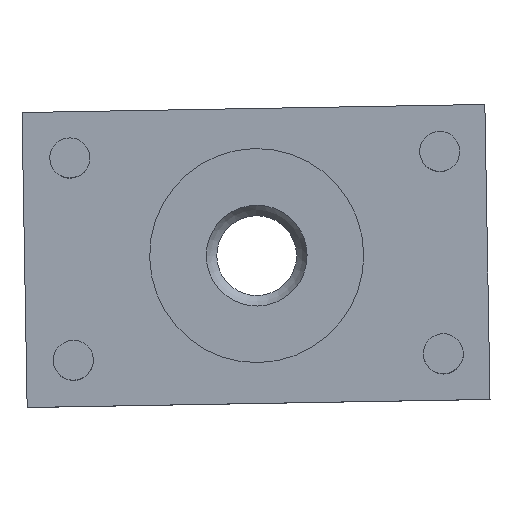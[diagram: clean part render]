
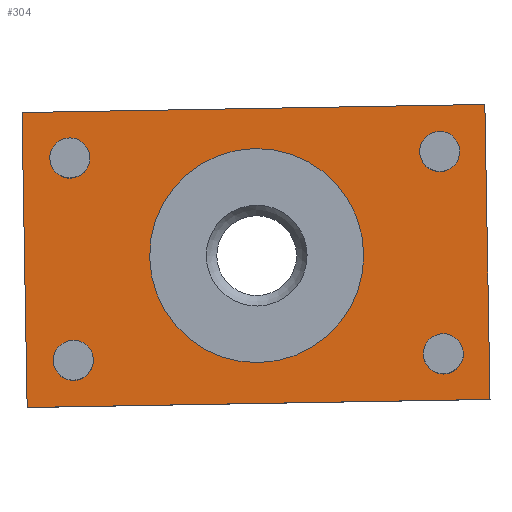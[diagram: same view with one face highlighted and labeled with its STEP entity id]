
A CAD part, top view. The second image highlights one B-rep face of the part: STEP entity #304.
In plain terms, the highlighted face is planar.
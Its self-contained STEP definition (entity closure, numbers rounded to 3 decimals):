
#181 = VERTEX_POINT('',#182);
#182 = CARTESIAN_POINT('',(0.,0.,7.603));
#188 = EDGE_CURVE('',#181,#189,#191,.T.);
#189 = VERTEX_POINT('',#190);
#190 = CARTESIAN_POINT('',(0.,-19.15,7.603));
#191 = LINE('',#192,#193);
#192 = CARTESIAN_POINT('',(0.,0.,7.603));
#193 = VECTOR('',#194,1.);
#194 = DIRECTION('',(0.,-1.,0.));
#221 = VERTEX_POINT('',#222);
#222 = CARTESIAN_POINT('',(30.051,0.,7.603));
#228 = EDGE_CURVE('',#221,#181,#229,.T.);
#229 = LINE('',#230,#231);
#230 = CARTESIAN_POINT('',(30.051,0.,7.603));
#231 = VECTOR('',#232,1.);
#232 = DIRECTION('',(-1.,0.,0.));
#250 = EDGE_CURVE('',#189,#251,#253,.T.);
#251 = VERTEX_POINT('',#252);
#252 = CARTESIAN_POINT('',(30.051,-19.15,7.603));
#253 = LINE('',#254,#255);
#254 = CARTESIAN_POINT('',(0.,-19.15,7.603));
#255 = VECTOR('',#256,1.);
#256 = DIRECTION('',(1.,0.,0.));
#304 = ADVANCED_FACE('',(#305,#316,#327,#338,#349,#360),#371,.F.);
#305 = FACE_BOUND('',#306,.F.);
#306 = EDGE_LOOP('',(#307,#308,#309,#315));
#307 = ORIENTED_EDGE('',*,*,#188,.T.);
#308 = ORIENTED_EDGE('',*,*,#250,.T.);
#309 = ORIENTED_EDGE('',*,*,#310,.T.);
#310 = EDGE_CURVE('',#251,#221,#311,.T.);
#311 = LINE('',#312,#313);
#312 = CARTESIAN_POINT('',(30.051,-19.15,7.603));
#313 = VECTOR('',#314,1.);
#314 = DIRECTION('',(0.,1.,0.));
#315 = ORIENTED_EDGE('',*,*,#228,.T.);
#316 = FACE_BOUND('',#317,.F.);
#317 = EDGE_LOOP('',(#318));
#318 = ORIENTED_EDGE('',*,*,#319,.T.);
#319 = EDGE_CURVE('',#320,#320,#322,.T.);
#320 = VERTEX_POINT('',#321);
#321 = CARTESIAN_POINT('',(4.283,-16.15,7.603));
#322 = CIRCLE('',#323,1.3);
#323 = AXIS2_PLACEMENT_3D('',#324,#325,#326);
#324 = CARTESIAN_POINT('',(2.983,-16.15,7.603));
#325 = DIRECTION('',(0.,0.,-1.));
#326 = DIRECTION('',(1.,0.,0.));
#327 = FACE_BOUND('',#328,.F.);
#328 = EDGE_LOOP('',(#329));
#329 = ORIENTED_EDGE('',*,*,#330,.T.);
#330 = EDGE_CURVE('',#331,#331,#333,.T.);
#331 = VERTEX_POINT('',#332);
#332 = CARTESIAN_POINT('',(28.3,-16.15,7.603));
#333 = CIRCLE('',#334,1.3);
#334 = AXIS2_PLACEMENT_3D('',#335,#336,#337);
#335 = CARTESIAN_POINT('',(27.,-16.15,7.603));
#336 = DIRECTION('',(0.,0.,-1.));
#337 = DIRECTION('',(1.,0.,0.));
#338 = FACE_BOUND('',#339,.F.);
#339 = EDGE_LOOP('',(#340));
#340 = ORIENTED_EDGE('',*,*,#341,.F.);
#341 = EDGE_CURVE('',#342,#342,#344,.T.);
#342 = VERTEX_POINT('',#343);
#343 = CARTESIAN_POINT('',(21.93,-9.55,7.603));
#344 = CIRCLE('',#345,6.95);
#345 = AXIS2_PLACEMENT_3D('',#346,#347,#348);
#346 = CARTESIAN_POINT('',(14.98,-9.55,7.603));
#347 = DIRECTION('',(0.,0.,1.));
#348 = DIRECTION('',(1.,0.,0.));
#349 = FACE_BOUND('',#350,.F.);
#350 = EDGE_LOOP('',(#351));
#351 = ORIENTED_EDGE('',*,*,#352,.T.);
#352 = EDGE_CURVE('',#353,#353,#355,.T.);
#353 = VERTEX_POINT('',#354);
#354 = CARTESIAN_POINT('',(4.283,-3.017,7.603));
#355 = CIRCLE('',#356,1.3);
#356 = AXIS2_PLACEMENT_3D('',#357,#358,#359);
#357 = CARTESIAN_POINT('',(2.983,-3.017,7.603));
#358 = DIRECTION('',(0.,0.,-1.));
#359 = DIRECTION('',(1.,0.,0.));
#360 = FACE_BOUND('',#361,.F.);
#361 = EDGE_LOOP('',(#362));
#362 = ORIENTED_EDGE('',*,*,#363,.T.);
#363 = EDGE_CURVE('',#364,#364,#366,.T.);
#364 = VERTEX_POINT('',#365);
#365 = CARTESIAN_POINT('',(28.3,-3.017,7.603));
#366 = CIRCLE('',#367,1.3);
#367 = AXIS2_PLACEMENT_3D('',#368,#369,#370);
#368 = CARTESIAN_POINT('',(27.,-3.017,7.603));
#369 = DIRECTION('',(0.,0.,-1.));
#370 = DIRECTION('',(1.,0.,0.));
#371 = PLANE('',#372);
#372 = AXIS2_PLACEMENT_3D('',#373,#374,#375);
#373 = CARTESIAN_POINT('',(15.025,-9.575,7.603));
#374 = DIRECTION('',(0.,0.,1.));
#375 = DIRECTION('',(1.,0.,0.));
